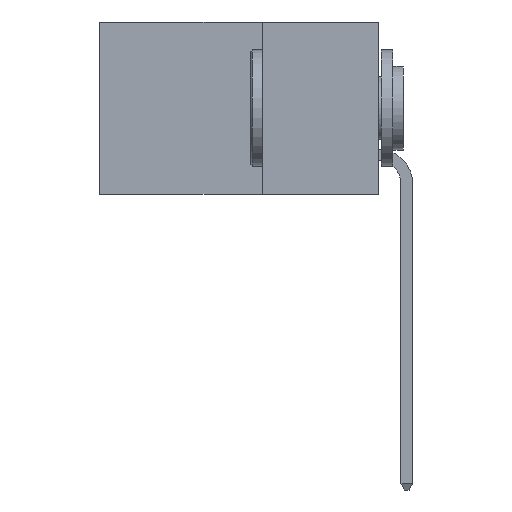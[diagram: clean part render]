
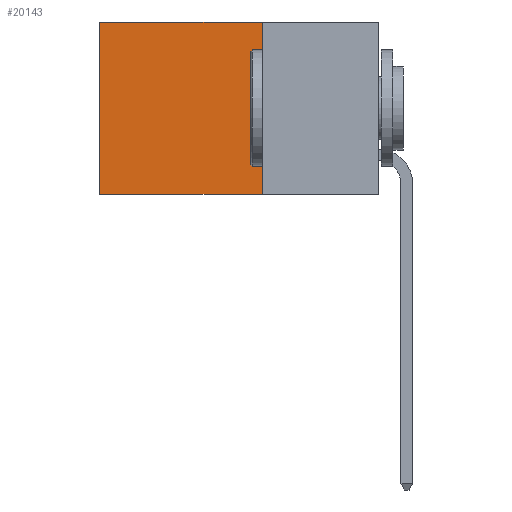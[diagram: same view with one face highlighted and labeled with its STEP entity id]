
A CAD part, left-side view. The second image highlights one B-rep face of the part: STEP entity #20143.
In plain terms, the highlighted planar face has unit normal (-1, 0, 0).
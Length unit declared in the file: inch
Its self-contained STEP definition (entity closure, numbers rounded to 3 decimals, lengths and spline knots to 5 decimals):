
#183 = VERTEX_POINT ( 'NONE', #17512 ) ;
#682 = VERTEX_POINT ( 'NONE', #11849 ) ;
#802 = EDGE_CURVE ( 'NONE', #682, #3319, #16480, .T. ) ;
#1252 = CARTESIAN_POINT ( 'NONE',  ( 0.2615, 0.25, 0. ) ) ;
#1305 = VECTOR ( 'NONE', #10652, 39.37008 ) ;
#1811 = DIRECTION ( 'NONE',  ( 1., 0., 0. ) ) ;
#2265 = DIRECTION ( 'NONE',  ( 0., 1., 0. ) ) ;
#2990 = ORIENTED_EDGE ( 'NONE', *, *, #21538, .T. ) ;
#2992 = CARTESIAN_POINT ( 'NONE',  ( 0.2615, 0.25, -0.37 ) ) ;
#3319 = VERTEX_POINT ( 'NONE', #3621 ) ;
#3621 = CARTESIAN_POINT ( 'NONE',  ( 0.2615, 0.25, -0.37 ) ) ;
#3927 = CARTESIAN_POINT ( 'NONE',  ( 0.2615, 0.25, -0.37 ) ) ;
#4300 = VECTOR ( 'NONE', #20421, 39.37008 ) ;
#4326 = CARTESIAN_POINT ( 'NONE',  ( 0.2615, 0.6, -0.37 ) ) ;
#4626 = ORIENTED_EDGE ( 'NONE', *, *, #802, .F. ) ;
#5707 = LINE ( 'NONE', #4326, #20164 ) ;
#7430 = EDGE_CURVE ( 'NONE', #3319, #21526, #18733, .T. ) ;
#7534 = VECTOR ( 'NONE', #2265, 39.37008 ) ;
#7665 = AXIS2_PLACEMENT_3D ( 'NONE', #16861, #1811, #15146 ) ;
#10652 = DIRECTION ( 'NONE',  ( 0., 0., -1. ) ) ;
#11849 = CARTESIAN_POINT ( 'NONE',  ( 0.2615, 0.25, 0. ) ) ;
#13707 = DIRECTION ( 'NONE',  ( 0., 0., -1. ) ) ;
#13796 = CARTESIAN_POINT ( 'NONE',  ( 0.2615, 0.6, -0.37 ) ) ;
#14909 = ORIENTED_EDGE ( 'NONE', *, *, #7430, .F. ) ;
#15146 = DIRECTION ( 'NONE',  ( 0., 0., -1. ) ) ;
#16480 = LINE ( 'NONE', #3927, #1305 ) ;
#16840 = ORIENTED_EDGE ( 'NONE', *, *, #17516, .T. ) ;
#16861 = CARTESIAN_POINT ( 'NONE',  ( 0.2615, 0.25, -0.37 ) ) ;
#17512 = CARTESIAN_POINT ( 'NONE',  ( 0.2615, 0.6, 0. ) ) ;
#17516 = EDGE_CURVE ( 'NONE', #682, #183, #19967, .T. ) ;
#18733 = LINE ( 'NONE', #2992, #7534 ) ;
#19967 = LINE ( 'NONE', #1252, #4300 ) ;
#20143 = ADVANCED_FACE ( 'NONE', ( #22577 ), #24410, .F. ) ;
#20164 = VECTOR ( 'NONE', #13707, 39.37008 ) ;
#20421 = DIRECTION ( 'NONE',  ( 0., 1., 0. ) ) ;
#20880 = EDGE_LOOP ( 'NONE', ( #2990, #14909, #4626, #16840 ) ) ;
#21526 = VERTEX_POINT ( 'NONE', #13796 ) ;
#21538 = EDGE_CURVE ( 'NONE', #183, #21526, #5707, .T. ) ;
#22577 = FACE_OUTER_BOUND ( 'NONE', #20880, .T. ) ;
#24410 = PLANE ( 'NONE',  #7665 ) ;
